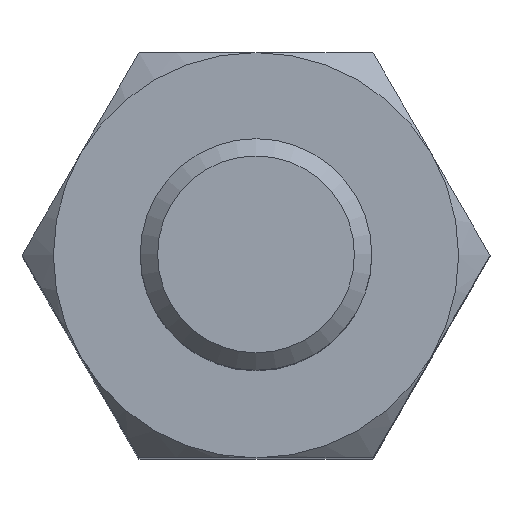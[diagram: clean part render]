
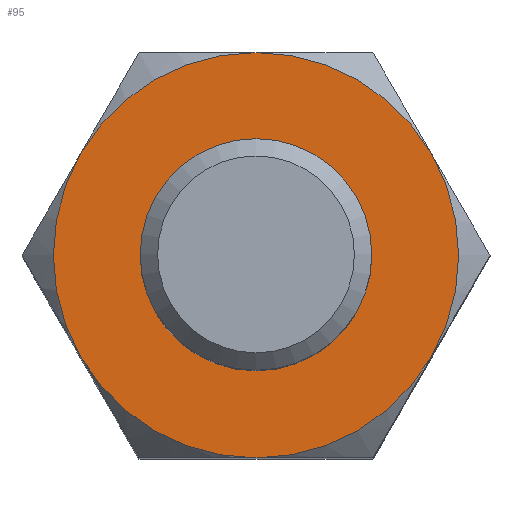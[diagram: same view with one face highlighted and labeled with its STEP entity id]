
A CAD part, top view. The second image highlights one B-rep face of the part: STEP entity #95.
In plain terms, the highlighted planar face has unit normal (0, 0, 1).
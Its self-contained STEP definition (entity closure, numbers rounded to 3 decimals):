
#95 = ADVANCED_FACE( '', ( #200, #201 ), #202, .T. );
#200 = FACE_BOUND( '', #312, .T. );
#201 = FACE_OUTER_BOUND( '', #313, .T. );
#202 = PLANE( '', #314 );
#312 = EDGE_LOOP( '', ( #503 ) );
#313 = EDGE_LOOP( '', ( #504, #505, #506, #507, #508, #509 ) );
#314 = AXIS2_PLACEMENT_3D( '', #510, #511, #512 );
#503 = ORIENTED_EDGE( '', *, *, #623, .T. );
#504 = ORIENTED_EDGE( '', *, *, #606, .F. );
#505 = ORIENTED_EDGE( '', *, *, #642, .F. );
#506 = ORIENTED_EDGE( '', *, *, #633, .F. );
#507 = ORIENTED_EDGE( '', *, *, #621, .T. );
#508 = ORIENTED_EDGE( '', *, *, #646, .F. );
#509 = ORIENTED_EDGE( '', *, *, #650, .F. );
#510 = CARTESIAN_POINT( '', ( 0., 0., 0. ) );
#511 = DIRECTION( '', ( 0., 0., 1. ) );
#512 = DIRECTION( '', ( 1., 0., 0. ) );
#606 = EDGE_CURVE( '', #706, #703, #708, .F. );
#621 = EDGE_CURVE( '', #714, #728, #730, .T. );
#623 = EDGE_CURVE( '', #732, #732, #733, .F. );
#633 = EDGE_CURVE( '', #714, #695, #747, .F. );
#642 = EDGE_CURVE( '', #695, #706, #756, .F. );
#646 = EDGE_CURVE( '', #760, #728, #762, .F. );
#650 = EDGE_CURVE( '', #703, #760, #766, .F. );
#695 = VERTEX_POINT( '', #822 );
#703 = VERTEX_POINT( '', #848 );
#706 = VERTEX_POINT( '', #858 );
#708 = CIRCLE( '', #867, 3.5 );
#714 = VERTEX_POINT( '', #881 );
#728 = VERTEX_POINT( '', #928 );
#730 = CIRCLE( '', #937, 3.5 );
#732 = VERTEX_POINT( '', #939 );
#733 = CIRCLE( '', #940, 1.85 );
#747 = CIRCLE( '', #977, 3.5 );
#756 = CIRCLE( '', #1010, 3.5 );
#760 = VERTEX_POINT( '', #1019 );
#762 = CIRCLE( '', #1028, 3.5 );
#766 = CIRCLE( '', #1037, 3.5 );
#822 = CARTESIAN_POINT( '', ( 3.031, 1.75, 0. ) );
#848 = CARTESIAN_POINT( '', ( 0., -3.5, 0. ) );
#858 = CARTESIAN_POINT( '', ( 3.031, -1.75, 0. ) );
#867 = AXIS2_PLACEMENT_3D( '', #1095, #1096, #1097 );
#881 = CARTESIAN_POINT( '', ( 0., 3.5, 0. ) );
#928 = CARTESIAN_POINT( '', ( -3.031, 1.75, 0. ) );
#937 = AXIS2_PLACEMENT_3D( '', #1105, #1106, #1107 );
#939 = CARTESIAN_POINT( '', ( 1.85, 0., 0. ) );
#940 = AXIS2_PLACEMENT_3D( '', #1108, #1109, #1110 );
#977 = AXIS2_PLACEMENT_3D( '', #1116, #1117, #1118 );
#1010 = AXIS2_PLACEMENT_3D( '', #1119, #1120, #1121 );
#1019 = CARTESIAN_POINT( '', ( -3.031, -1.75, 0. ) );
#1028 = AXIS2_PLACEMENT_3D( '', #1122, #1123, #1124 );
#1037 = AXIS2_PLACEMENT_3D( '', #1125, #1126, #1127 );
#1095 = CARTESIAN_POINT( '', ( 0., 0., 0. ) );
#1096 = DIRECTION( '', ( 0., 0., 1. ) );
#1097 = DIRECTION( '', ( 1., 0., 0. ) );
#1105 = CARTESIAN_POINT( '', ( 0., 0., 0. ) );
#1106 = DIRECTION( '', ( 0., 0., 1. ) );
#1107 = DIRECTION( '', ( 1., 0., 0. ) );
#1108 = CARTESIAN_POINT( '', ( 0., 0., 0. ) );
#1109 = DIRECTION( '', ( 0., 0., 1. ) );
#1110 = DIRECTION( '', ( 1., 0., 0. ) );
#1116 = CARTESIAN_POINT( '', ( 0., 0., 0. ) );
#1117 = DIRECTION( '', ( 0., 0., 1. ) );
#1118 = DIRECTION( '', ( 1., 0., 0. ) );
#1119 = CARTESIAN_POINT( '', ( 0., 0., 0. ) );
#1120 = DIRECTION( '', ( 0., 0., 1. ) );
#1121 = DIRECTION( '', ( 1., 0., 0. ) );
#1122 = CARTESIAN_POINT( '', ( 0., 0., 0. ) );
#1123 = DIRECTION( '', ( 0., 0., 1. ) );
#1124 = DIRECTION( '', ( 1., 0., 0. ) );
#1125 = CARTESIAN_POINT( '', ( 0., 0., 0. ) );
#1126 = DIRECTION( '', ( 0., 0., 1. ) );
#1127 = DIRECTION( '', ( 1., 0., 0. ) );
